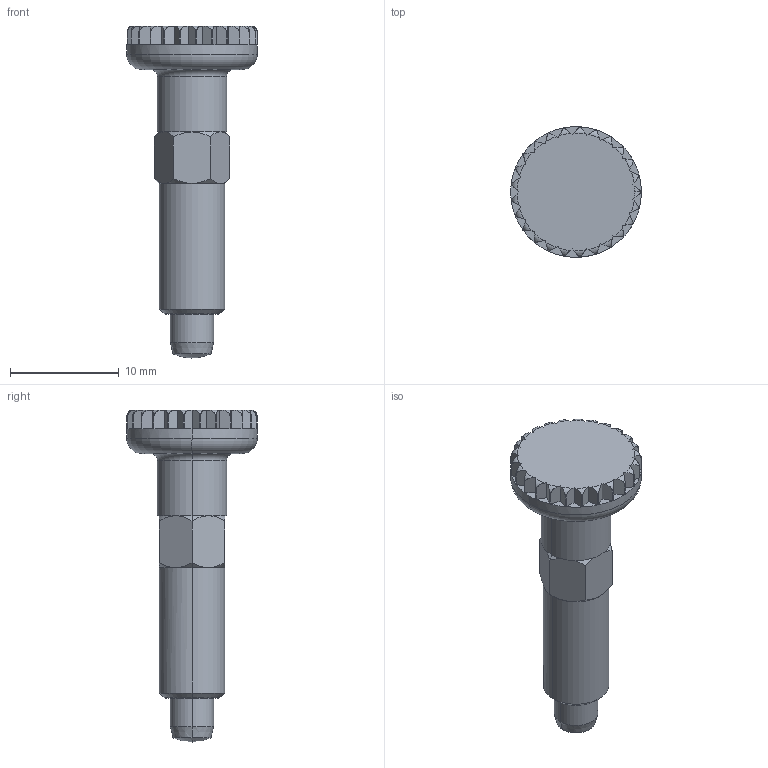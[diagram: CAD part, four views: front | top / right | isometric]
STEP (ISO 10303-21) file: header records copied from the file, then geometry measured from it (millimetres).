
FILE_DESCRIPTION(('STEP AP214'),'1');
FILE_NAME(' ',' ',('TraceParts'),('TraceParts S.A.'),'XStep 1.0',' ',' ');
FILE_SCHEMA(('automotive_design'));
Length unit declared in the file: millimetre
Products named in the file (2): 1; 2
Bounding box: 12 x 12 x 30.5 mm (x, y, z)
Volume: 1249.8 mm3; surface area: 1074.7 mm2
Topology: 2 solids, 2 shells, 140 faces, 383 edges, 249 vertices
Faces by surface type: plane 88, torus 30, cylinder 10, cone 10, sphere 2
Entity records: 9478 total; most frequent: CARTESIAN_POINT 1646, STYLED_ITEM 772, PRESENTATION_STYLE_ASSIGNMENT 772, COLOUR_RGB 772, ORIENTED_EDGE 762, DIRECTION 721, EDGE_CURVE 381, CURVE_STYLE 381
